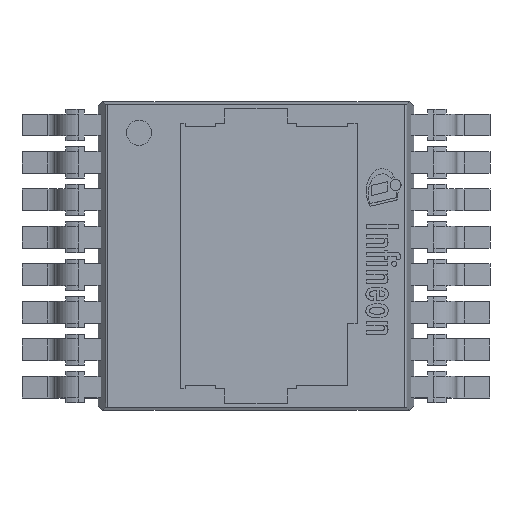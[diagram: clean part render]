
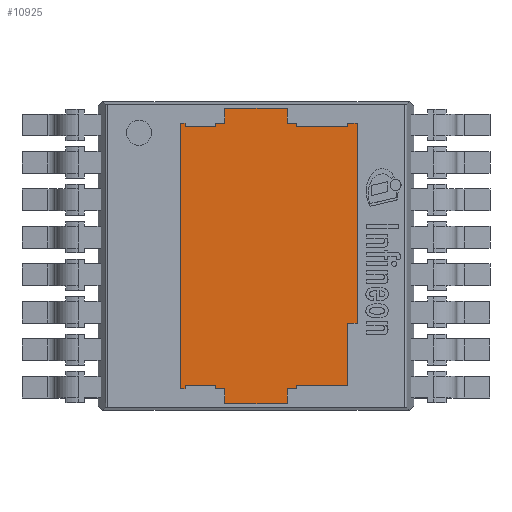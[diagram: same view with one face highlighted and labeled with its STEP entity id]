
A CAD part, top view. The second image highlights one B-rep face of the part: STEP entity #10925.
In plain terms, the highlighted planar face has unit normal (0, 0, 1).
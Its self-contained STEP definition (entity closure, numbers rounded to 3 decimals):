
#579=LINE('',#16551,#1842);
#581=LINE('',#16555,#1844);
#583=LINE('',#16559,#1846);
#585=LINE('',#16563,#1848);
#587=LINE('',#16567,#1850);
#589=LINE('',#16571,#1852);
#591=LINE('',#16575,#1854);
#593=LINE('',#16579,#1856);
#595=LINE('',#16583,#1858);
#597=LINE('',#16587,#1860);
#599=LINE('',#16591,#1862);
#601=LINE('',#16595,#1864);
#603=LINE('',#16599,#1866);
#605=LINE('',#16603,#1868);
#607=LINE('',#16607,#1870);
#609=LINE('',#16611,#1872);
#611=LINE('',#16615,#1874);
#613=LINE('',#16619,#1876);
#615=LINE('',#16623,#1878);
#617=LINE('',#16627,#1880);
#619=LINE('',#16631,#1882);
#621=LINE('',#16635,#1884);
#623=LINE('',#16639,#1886);
#625=LINE('',#16643,#1888);
#627=LINE('',#16647,#1890);
#629=LINE('',#16651,#1892);
#631=LINE('',#16655,#1894);
#633=LINE('',#16658,#1896);
#1842=VECTOR('',#13053,1.);
#1844=VECTOR('',#13057,1.);
#1846=VECTOR('',#13061,1.);
#1848=VECTOR('',#13065,1.);
#1850=VECTOR('',#13069,1.);
#1852=VECTOR('',#13073,1.);
#1854=VECTOR('',#13077,1.);
#1856=VECTOR('',#13081,1.);
#1858=VECTOR('',#13085,1.);
#1860=VECTOR('',#13089,1.);
#1862=VECTOR('',#13093,1.);
#1864=VECTOR('',#13097,1.);
#1866=VECTOR('',#13101,1.);
#1868=VECTOR('',#13105,1.);
#1870=VECTOR('',#13109,1.);
#1872=VECTOR('',#13113,1.);
#1874=VECTOR('',#13117,1.);
#1876=VECTOR('',#13121,1.);
#1878=VECTOR('',#13125,1.);
#1880=VECTOR('',#13129,1.);
#1882=VECTOR('',#13133,1.);
#1884=VECTOR('',#13137,1.);
#1886=VECTOR('',#13141,1.);
#1888=VECTOR('',#13145,1.);
#1890=VECTOR('',#13149,1.);
#1892=VECTOR('',#13153,1.);
#1894=VECTOR('',#13157,1.);
#1896=VECTOR('',#13161,1.);
#2934=PLANE('',#11612);
#3451=FACE_OUTER_BOUND('',#4096,.T.);
#4096=EDGE_LOOP('',(#8455,#8456,#8457,#8458,#8459,#8460,#8461,#8462,#8463,
#8464,#8465,#8466,#8467,#8468,#8469,#8470,#8471,#8472,#8473,#8474,#8475,
#8476,#8477,#8478,#8479,#8480,#8481,#8482));
#5089=VERTEX_POINT('',#16548);
#5090=VERTEX_POINT('',#16550);
#5091=VERTEX_POINT('',#16554);
#5092=VERTEX_POINT('',#16558);
#5093=VERTEX_POINT('',#16562);
#5094=VERTEX_POINT('',#16566);
#5095=VERTEX_POINT('',#16570);
#5096=VERTEX_POINT('',#16574);
#5097=VERTEX_POINT('',#16578);
#5098=VERTEX_POINT('',#16582);
#5099=VERTEX_POINT('',#16586);
#5100=VERTEX_POINT('',#16590);
#5101=VERTEX_POINT('',#16594);
#5102=VERTEX_POINT('',#16598);
#5103=VERTEX_POINT('',#16602);
#5104=VERTEX_POINT('',#16606);
#5105=VERTEX_POINT('',#16610);
#5106=VERTEX_POINT('',#16614);
#5107=VERTEX_POINT('',#16618);
#5108=VERTEX_POINT('',#16622);
#5109=VERTEX_POINT('',#16626);
#5110=VERTEX_POINT('',#16630);
#5111=VERTEX_POINT('',#16634);
#5112=VERTEX_POINT('',#16638);
#5113=VERTEX_POINT('',#16642);
#5114=VERTEX_POINT('',#16646);
#5115=VERTEX_POINT('',#16650);
#5116=VERTEX_POINT('',#16654);
#6280=EDGE_CURVE('',#5090,#5089,#579,.T.);
#6282=EDGE_CURVE('',#5091,#5090,#581,.T.);
#6284=EDGE_CURVE('',#5092,#5091,#583,.T.);
#6286=EDGE_CURVE('',#5093,#5092,#585,.T.);
#6288=EDGE_CURVE('',#5094,#5093,#587,.T.);
#6290=EDGE_CURVE('',#5095,#5094,#589,.T.);
#6292=EDGE_CURVE('',#5096,#5095,#591,.T.);
#6294=EDGE_CURVE('',#5097,#5096,#593,.T.);
#6296=EDGE_CURVE('',#5098,#5097,#595,.T.);
#6298=EDGE_CURVE('',#5099,#5098,#597,.T.);
#6300=EDGE_CURVE('',#5100,#5099,#599,.T.);
#6302=EDGE_CURVE('',#5101,#5100,#601,.T.);
#6304=EDGE_CURVE('',#5102,#5101,#603,.T.);
#6306=EDGE_CURVE('',#5103,#5102,#605,.T.);
#6308=EDGE_CURVE('',#5104,#5103,#607,.T.);
#6310=EDGE_CURVE('',#5105,#5104,#609,.T.);
#6312=EDGE_CURVE('',#5106,#5105,#611,.T.);
#6314=EDGE_CURVE('',#5107,#5106,#613,.T.);
#6316=EDGE_CURVE('',#5108,#5107,#615,.T.);
#6318=EDGE_CURVE('',#5109,#5108,#617,.T.);
#6320=EDGE_CURVE('',#5110,#5109,#619,.T.);
#6322=EDGE_CURVE('',#5111,#5110,#621,.T.);
#6324=EDGE_CURVE('',#5112,#5111,#623,.T.);
#6326=EDGE_CURVE('',#5113,#5112,#625,.T.);
#6328=EDGE_CURVE('',#5114,#5113,#627,.T.);
#6330=EDGE_CURVE('',#5115,#5114,#629,.T.);
#6332=EDGE_CURVE('',#5116,#5115,#631,.T.);
#6334=EDGE_CURVE('',#5089,#5116,#633,.T.);
#8455=ORIENTED_EDGE('',*,*,#6334,.T.);
#8456=ORIENTED_EDGE('',*,*,#6332,.T.);
#8457=ORIENTED_EDGE('',*,*,#6330,.T.);
#8458=ORIENTED_EDGE('',*,*,#6328,.T.);
#8459=ORIENTED_EDGE('',*,*,#6326,.T.);
#8460=ORIENTED_EDGE('',*,*,#6324,.T.);
#8461=ORIENTED_EDGE('',*,*,#6322,.T.);
#8462=ORIENTED_EDGE('',*,*,#6320,.T.);
#8463=ORIENTED_EDGE('',*,*,#6318,.T.);
#8464=ORIENTED_EDGE('',*,*,#6316,.T.);
#8465=ORIENTED_EDGE('',*,*,#6314,.T.);
#8466=ORIENTED_EDGE('',*,*,#6312,.T.);
#8467=ORIENTED_EDGE('',*,*,#6310,.T.);
#8468=ORIENTED_EDGE('',*,*,#6308,.T.);
#8469=ORIENTED_EDGE('',*,*,#6306,.T.);
#8470=ORIENTED_EDGE('',*,*,#6304,.T.);
#8471=ORIENTED_EDGE('',*,*,#6302,.T.);
#8472=ORIENTED_EDGE('',*,*,#6300,.T.);
#8473=ORIENTED_EDGE('',*,*,#6298,.T.);
#8474=ORIENTED_EDGE('',*,*,#6296,.T.);
#8475=ORIENTED_EDGE('',*,*,#6294,.T.);
#8476=ORIENTED_EDGE('',*,*,#6292,.T.);
#8477=ORIENTED_EDGE('',*,*,#6290,.T.);
#8478=ORIENTED_EDGE('',*,*,#6288,.T.);
#8479=ORIENTED_EDGE('',*,*,#6286,.T.);
#8480=ORIENTED_EDGE('',*,*,#6284,.T.);
#8481=ORIENTED_EDGE('',*,*,#6282,.T.);
#8482=ORIENTED_EDGE('',*,*,#6280,.T.);
#10925=ADVANCED_FACE('',(#3451),#2934,.T.);
#11612=AXIS2_PLACEMENT_3D('',#16659,#13162,#13163);
#13053=DIRECTION('',(0.,-1.,0.));
#13057=DIRECTION('',(-1.,0.,0.));
#13061=DIRECTION('',(0.,1.,0.));
#13065=DIRECTION('',(-1.,0.,0.));
#13069=DIRECTION('',(0.,1.,0.));
#13073=DIRECTION('',(-1.,0.,0.));
#13077=DIRECTION('',(0.,-1.,0.));
#13081=DIRECTION('',(-1.,0.,0.));
#13085=DIRECTION('',(0.,1.,0.));
#13089=DIRECTION('',(1.,0.,0.));
#13093=DIRECTION('',(0.,1.,0.));
#13097=DIRECTION('',(1.,0.,0.));
#13101=DIRECTION('',(0.,1.,0.));
#13105=DIRECTION('',(1.,0.,0.));
#13109=DIRECTION('',(0.,1.,0.));
#13113=DIRECTION('',(1.,0.,0.));
#13117=DIRECTION('',(0.,-1.,0.));
#13121=DIRECTION('',(1.,0.,0.));
#13125=DIRECTION('',(0.,-1.,0.));
#13129=DIRECTION('',(1.,0.,0.));
#13133=DIRECTION('',(0.,1.,0.));
#13137=DIRECTION('',(1.,0.,0.));
#13141=DIRECTION('',(0.,-1.,0.));
#13145=DIRECTION('',(-1.,0.,0.));
#13149=DIRECTION('',(0.,1.,0.));
#13153=DIRECTION('',(-1.,0.,0.));
#13157=DIRECTION('',(0.,-1.,0.));
#13161=DIRECTION('',(-1.,0.,0.));
#13162=DIRECTION('center_axis',(0.,0.,1.));
#13163=DIRECTION('ref_axis',(0.,-1.,0.));
#16548=CARTESIAN_POINT('',(-1.,4.25,2.5));
#16550=CARTESIAN_POINT('',(-1.,4.73,2.5));
#16551=CARTESIAN_POINT('',(-1.,4.73,2.5));
#16554=CARTESIAN_POINT('',(1.,4.73,2.5));
#16555=CARTESIAN_POINT('',(1.,4.73,2.5));
#16558=CARTESIAN_POINT('',(1.,4.25,2.5));
#16559=CARTESIAN_POINT('',(1.,4.25,2.5));
#16562=CARTESIAN_POINT('',(1.304,4.25,2.5));
#16563=CARTESIAN_POINT('',(1.304,4.25,2.5));
#16566=CARTESIAN_POINT('',(1.304,4.15,2.5));
#16567=CARTESIAN_POINT('',(1.304,4.15,2.5));
#16570=CARTESIAN_POINT('',(2.94,4.15,2.5));
#16571=CARTESIAN_POINT('',(2.94,4.15,2.5));
#16574=CARTESIAN_POINT('',(2.94,4.25,2.5));
#16575=CARTESIAN_POINT('',(2.94,4.25,2.5));
#16578=CARTESIAN_POINT('',(3.24,4.25,2.5));
#16579=CARTESIAN_POINT('',(3.24,4.25,2.5));
#16582=CARTESIAN_POINT('',(3.24,-2.15,2.5));
#16583=CARTESIAN_POINT('',(3.24,-2.15,2.5));
#16586=CARTESIAN_POINT('',(2.94,-2.15,2.5));
#16587=CARTESIAN_POINT('',(2.94,-2.15,2.5));
#16590=CARTESIAN_POINT('',(2.94,-4.15,2.5));
#16591=CARTESIAN_POINT('',(2.94,-4.15,2.5));
#16594=CARTESIAN_POINT('',(1.304,-4.15,2.5));
#16595=CARTESIAN_POINT('',(1.304,-4.15,2.5));
#16598=CARTESIAN_POINT('',(1.304,-4.25,2.5));
#16599=CARTESIAN_POINT('',(1.304,-4.25,2.5));
#16602=CARTESIAN_POINT('',(1.,-4.25,2.5));
#16603=CARTESIAN_POINT('',(1.,-4.25,2.5));
#16606=CARTESIAN_POINT('',(1.,-4.73,2.5));
#16607=CARTESIAN_POINT('',(1.,-4.73,2.5));
#16610=CARTESIAN_POINT('',(-1.,-4.73,2.5));
#16611=CARTESIAN_POINT('',(-1.,-4.73,2.5));
#16614=CARTESIAN_POINT('',(-1.,-4.25,2.5));
#16615=CARTESIAN_POINT('',(-1.,-4.25,2.5));
#16618=CARTESIAN_POINT('',(-1.3,-4.25,2.5));
#16619=CARTESIAN_POINT('',(-1.3,-4.25,2.5));
#16622=CARTESIAN_POINT('',(-1.3,-4.15,2.5));
#16623=CARTESIAN_POINT('',(-1.3,-4.15,2.5));
#16626=CARTESIAN_POINT('',(-2.27,-4.15,2.5));
#16627=CARTESIAN_POINT('',(-2.27,-4.15,2.5));
#16630=CARTESIAN_POINT('',(-2.27,-4.25,2.5));
#16631=CARTESIAN_POINT('',(-2.27,-4.25,2.5));
#16634=CARTESIAN_POINT('',(-2.43,-4.25,2.5));
#16635=CARTESIAN_POINT('',(-2.43,-4.25,2.5));
#16638=CARTESIAN_POINT('',(-2.43,4.25,2.5));
#16639=CARTESIAN_POINT('',(-2.43,4.25,2.5));
#16642=CARTESIAN_POINT('',(-2.27,4.25,2.5));
#16643=CARTESIAN_POINT('',(-2.27,4.25,2.5));
#16646=CARTESIAN_POINT('',(-2.27,4.15,2.5));
#16647=CARTESIAN_POINT('',(-2.27,4.15,2.5));
#16650=CARTESIAN_POINT('',(-1.3,4.15,2.5));
#16651=CARTESIAN_POINT('',(-1.3,4.15,2.5));
#16654=CARTESIAN_POINT('',(-1.3,4.25,2.5));
#16655=CARTESIAN_POINT('',(-1.3,4.25,2.5));
#16658=CARTESIAN_POINT('',(-1.,4.25,2.5));
#16659=CARTESIAN_POINT('Origin',(0.337,0.048,2.5));
